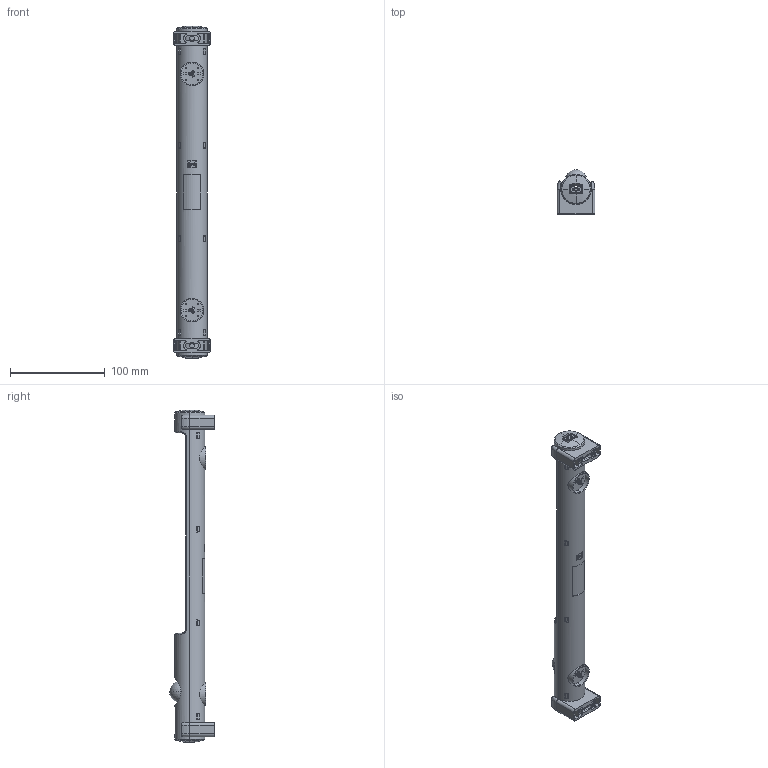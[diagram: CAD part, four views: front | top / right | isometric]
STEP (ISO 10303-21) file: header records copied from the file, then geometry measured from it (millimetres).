
FILE_DESCRIPTION (( 'STEP AP214' ), '1' );
FILE_NAME ('02541.0-03_LED-Leuchte.STEP', '2015-03-17T12:47:57', ( '' ), ( '' ), 'SwSTEP 2.0', 'SolidWorks 2015', '' );
FILE_SCHEMA (( 'AUTOMOTIVE_DESIGN' ));
Length unit declared in the file: millimetre
Products named in the file (1): 02541.0-03_LED-Leuchte
Bounding box: 40 x 47.26 x 351.2 mm (x, y, z)
Surface area: 60821.4 mm2 (no closed solid volume)
Topology: 0 solids, 19 shells, 614 faces, 2435 edges, 1767 vertices
Faces by surface type: plane 281, cylinder 233, torus 30, cone 30, sphere 24, bspline 16
Entity records: 33991 total; most frequent: CARTESIAN_POINT 7265, DIRECTION 4243, ORIENTED_EDGE 3660, EDGE_CURVE 2402, VERTEX_POINT 1749, AXIS2_PLACEMENT_3D 1417, LINE 1409, VECTOR 1409
